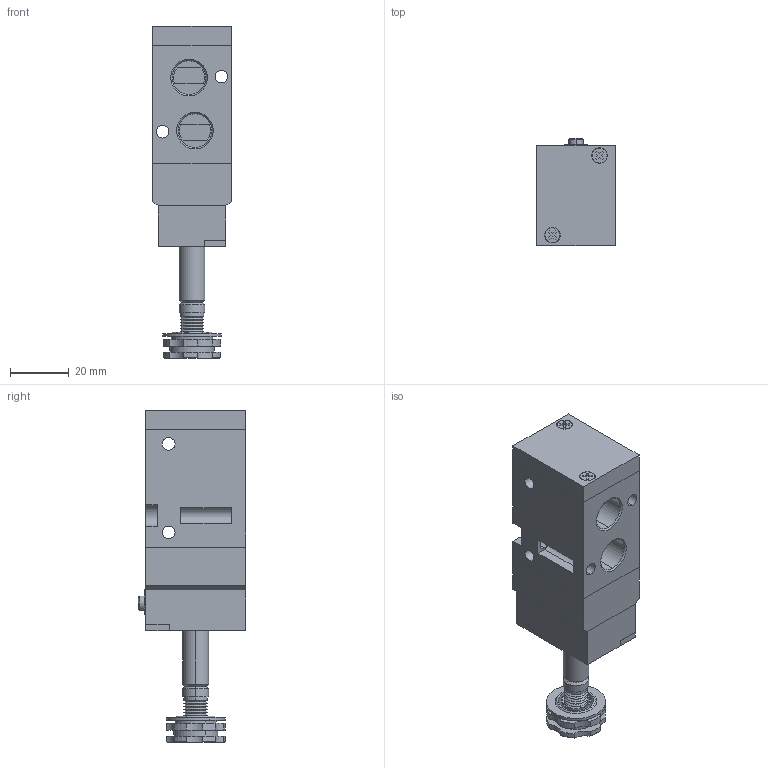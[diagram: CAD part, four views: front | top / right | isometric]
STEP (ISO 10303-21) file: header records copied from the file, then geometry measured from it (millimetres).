
FILE_DESCRIPTION (( 'STEP AP214' ), '1' );
FILE_NAME ('YPC-SF4601-IP.STEP', '2018-08-27T09:32:27', ( '' ), ( '' ), 'SwSTEP 2.0', 'SolidWorks 2018', '' );
FILE_SCHEMA (( 'AUTOMOTIVE_DESIGN' ));
Length unit declared in the file: millimetre
Products named in the file (1): YPC-SF4601-IP
Bounding box: 26.5 x 36.5 x 112.6 mm (x, y, z)
Volume: 61920 mm3; surface area: 23064.3 mm2
Topology: 5 solids, 5 shells, 368 faces, 925 edges, 605 vertices
Faces by surface type: plane 182, cylinder 125, cone 59, bspline 2
Entity records: 16068 total; most frequent: CARTESIAN_POINT 3053, ORIENTED_EDGE 1850, DIRECTION 1848, EDGE_CURVE 925, AXIS2_PLACEMENT_3D 634, VERTEX_POINT 605, LINE 580, VECTOR 580
